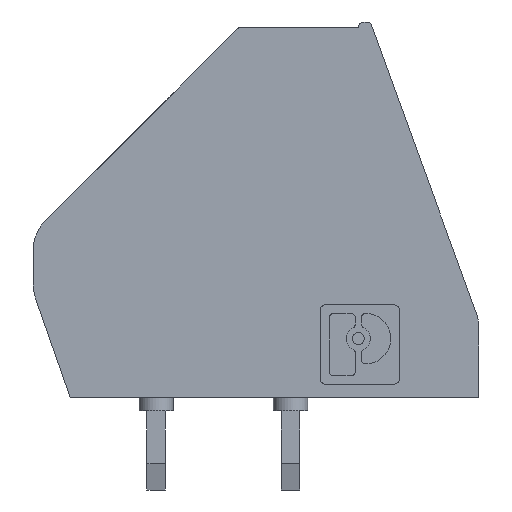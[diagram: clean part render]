
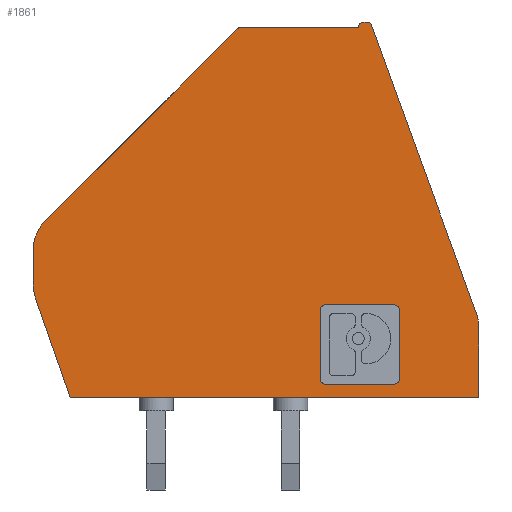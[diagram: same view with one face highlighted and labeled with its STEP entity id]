
A CAD part, front view. The second image highlights one B-rep face of the part: STEP entity #1861.
In plain terms, the highlighted planar face has unit normal (0, -1, 0).
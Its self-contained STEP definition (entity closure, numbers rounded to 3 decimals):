
#51=FACE_BOUND($,#361,.T.);
#58=CIRCLE($,#1919,1.5);
#60=CIRCLE($,#1923,0.2);
#62=CIRCLE($,#1928,1.5);
#64=CIRCLE($,#1932,1.5);
#74=CIRCLE($,#1945,0.2);
#75=CIRCLE($,#1948,0.2);
#91=CIRCLE($,#2003,0.211);
#93=CIRCLE($,#2007,0.211);
#95=CIRCLE($,#2011,0.211);
#97=CIRCLE($,#2016,0.211);
#227=FACE_OUTER_BOUND($,#360,.T.);
#360=EDGE_LOOP($,(#1517,#1518,#1519,#1520,#1521,#1522,#1523,#1524,#1525,
#1526,#1527,#1528,#1529,#1530));
#361=EDGE_LOOP($,(#1531,#1532,#1533,#1534,#1535,#1536,#1537,#1538));
#424=LINE($,#2691,#607);
#428=LINE($,#2703,#611);
#432=LINE($,#2712,#615);
#436=LINE($,#2728,#619);
#440=LINE($,#2740,#623);
#448=LINE($,#2772,#631);
#454=LINE($,#2792,#637);
#495=LINE($,#2914,#678);
#501=LINE($,#2932,#684);
#505=LINE($,#2944,#688);
#508=LINE($,#2953,#691);
#511=LINE($,#2959,#694);
#607=VECTOR($,#2131,11.583);
#611=VECTOR($,#2143,0.11);
#615=VECTOR($,#2149,4.437);
#619=VECTOR($,#2163,1.344);
#623=VECTOR($,#2175,3.983);
#631=VECTOR($,#2207,2.671);
#637=VECTOR($,#2227,15.45);
#678=VECTOR($,#2362,10.298);
#684=VECTOR($,#2376,2.578);
#688=VECTOR($,#2388,2.578);
#691=VECTOR($,#2399,2.578);
#694=VECTOR($,#2404,2.578);
#784=VERTEX_POINT($,#2679);
#786=VERTEX_POINT($,#2683);
#788=VERTEX_POINT($,#2689);
#790=VERTEX_POINT($,#2695);
#792=VERTEX_POINT($,#2701);
#794=VERTEX_POINT($,#2706);
#796=VERTEX_POINT($,#2710);
#799=VERTEX_POINT($,#2717);
#800=VERTEX_POINT($,#2719);
#803=VERTEX_POINT($,#2726);
#804=VERTEX_POINT($,#2731);
#806=VERTEX_POINT($,#2737);
#819=VERTEX_POINT($,#2771);
#820=VERTEX_POINT($,#2775);
#862=VERTEX_POINT($,#2917);
#864=VERTEX_POINT($,#2921);
#866=VERTEX_POINT($,#2926);
#868=VERTEX_POINT($,#2930);
#870=VERTEX_POINT($,#2936);
#872=VERTEX_POINT($,#2942);
#874=VERTEX_POINT($,#2948);
#876=VERTEX_POINT($,#2957);
#965=EDGE_CURVE($,#784,#786,#58,.T.);
#968=EDGE_CURVE($,#788,#786,#424,.T.);
#971=EDGE_CURVE($,#788,#790,#60,.T.);
#974=EDGE_CURVE($,#790,#792,#428,.T.);
#978=EDGE_CURVE($,#794,#796,#432,.T.);
#981=EDGE_CURVE($,#800,#799,#62,.T.);
#985=EDGE_CURVE($,#803,#799,#436,.T.);
#988=EDGE_CURVE($,#803,#804,#64,.T.);
#991=EDGE_CURVE($,#804,#806,#440,.T.);
#1007=EDGE_CURVE($,#792,#794,#74,.T.);
#1008=EDGE_CURVE($,#819,#784,#448,.T.);
#1011=EDGE_CURVE($,#796,#820,#75,.T.);
#1018=EDGE_CURVE($,#806,#819,#454,.T.);
#1071=EDGE_CURVE($,#820,#800,#495,.T.);
#1075=EDGE_CURVE($,#864,#862,#91,.T.);
#1079=EDGE_CURVE($,#868,#866,#501,.T.);
#1082=EDGE_CURVE($,#870,#868,#93,.T.);
#1085=EDGE_CURVE($,#872,#870,#505,.T.);
#1088=EDGE_CURVE($,#874,#872,#95,.T.);
#1090=EDGE_CURVE($,#862,#874,#508,.T.);
#1093=EDGE_CURVE($,#876,#864,#511,.T.);
#1095=EDGE_CURVE($,#866,#876,#97,.T.);
#1517=ORIENTED_EDGE($,*,*,#1018,.T.);
#1518=ORIENTED_EDGE($,*,*,#1008,.T.);
#1519=ORIENTED_EDGE($,*,*,#965,.T.);
#1520=ORIENTED_EDGE($,*,*,#968,.F.);
#1521=ORIENTED_EDGE($,*,*,#971,.T.);
#1522=ORIENTED_EDGE($,*,*,#974,.T.);
#1523=ORIENTED_EDGE($,*,*,#1007,.T.);
#1524=ORIENTED_EDGE($,*,*,#978,.T.);
#1525=ORIENTED_EDGE($,*,*,#1011,.T.);
#1526=ORIENTED_EDGE($,*,*,#1071,.T.);
#1527=ORIENTED_EDGE($,*,*,#981,.T.);
#1528=ORIENTED_EDGE($,*,*,#985,.F.);
#1529=ORIENTED_EDGE($,*,*,#988,.T.);
#1530=ORIENTED_EDGE($,*,*,#991,.T.);
#1531=ORIENTED_EDGE($,*,*,#1093,.F.);
#1532=ORIENTED_EDGE($,*,*,#1095,.F.);
#1533=ORIENTED_EDGE($,*,*,#1079,.F.);
#1534=ORIENTED_EDGE($,*,*,#1082,.F.);
#1535=ORIENTED_EDGE($,*,*,#1085,.F.);
#1536=ORIENTED_EDGE($,*,*,#1088,.F.);
#1537=ORIENTED_EDGE($,*,*,#1090,.F.);
#1538=ORIENTED_EDGE($,*,*,#1075,.F.);
#1758=PLANE($,#2043);
#1861=ADVANCED_FACE($,(#227,#51),#1758,.T.);
#1919=AXIS2_PLACEMENT_3D($,#2685,#2125,#2126);
#1923=AXIS2_PLACEMENT_3D($,#2697,#2137,#2138);
#1928=AXIS2_PLACEMENT_3D($,#2720,#2155,#2156);
#1932=AXIS2_PLACEMENT_3D($,#2734,#2168,#2169);
#1945=AXIS2_PLACEMENT_3D($,#2769,#2203,#2204);
#1948=AXIS2_PLACEMENT_3D($,#2777,#2212,#2213);
#2003=AXIS2_PLACEMENT_3D($,#2923,#2369,#2370);
#2007=AXIS2_PLACEMENT_3D($,#2938,#2382,#2383);
#2011=AXIS2_PLACEMENT_3D($,#2950,#2394,#2395);
#2016=AXIS2_PLACEMENT_3D($,#2962,#2409,#2410);
#2043=AXIS2_PLACEMENT_3D($,#3029,#2478,#2479);
#2125=DIRECTION('center_axis',(0.,-1.,0.));
#2126=DIRECTION('ref_axis',(1.,0.,0.));
#2131=DIRECTION($,(0.342,0.,-0.94));
#2137=DIRECTION('center_axis',(0.,-1.,0.));
#2138=DIRECTION('ref_axis',(1.,0.,0.));
#2143=DIRECTION($,(-1.,0.,0.));
#2149=DIRECTION($,(-1.,0.,0.));
#2155=DIRECTION('center_axis',(0.,-1.,0.));
#2156=DIRECTION('ref_axis',(1.,0.,0.));
#2163=DIRECTION($,(0.,0.,1.));
#2168=DIRECTION('center_axis',(0.,-1.,0.));
#2169=DIRECTION('ref_axis',(1.,0.,0.));
#2175=DIRECTION($,(0.33,0.,-0.944));
#2203=DIRECTION('center_axis',(0.,-1.,0.));
#2204=DIRECTION('ref_axis',(1.,0.,0.));
#2207=DIRECTION($,(0.,0.,1.));
#2212=DIRECTION('center_axis',(0.,-1.,0.));
#2213=DIRECTION('ref_axis',(1.,0.,0.));
#2227=DIRECTION($,(1.,0.,0.));
#2362=DIRECTION($,(-0.707,0.,-0.707));
#2369=DIRECTION('center_axis',(0.,-1.,0.));
#2370=DIRECTION('ref_axis',(1.,0.,0.));
#2376=DIRECTION($,(0.,0.,-1.));
#2382=DIRECTION('center_axis',(0.,-1.,0.));
#2383=DIRECTION('ref_axis',(1.,0.,0.));
#2388=DIRECTION($,(-1.,0.,0.));
#2394=DIRECTION('center_axis',(0.,-1.,0.));
#2395=DIRECTION('ref_axis',(1.,0.,0.));
#2399=DIRECTION($,(0.,0.,1.));
#2404=DIRECTION($,(1.,0.,0.));
#2409=DIRECTION('center_axis',(0.,-1.,0.));
#2410=DIRECTION('ref_axis',(1.,0.,0.));
#2478=DIRECTION('center_axis',(0.,-1.,0.));
#2479=DIRECTION('ref_axis',(1.,0.,0.));
#2679=CARTESIAN_POINT('',(9.66,-5.08,2.671));
#2683=CARTESIAN_POINT('',(9.57,-5.08,3.184));
#2685=CARTESIAN_POINT('Origin',(8.16,-5.08,2.671));
#2689=CARTESIAN_POINT('',(5.608,-5.08,14.068));
#2691=CARTESIAN_POINT($,(6.417,-5.08,11.845));
#2695=CARTESIAN_POINT('',(5.42,-5.08,14.2));
#2697=CARTESIAN_POINT('Origin',(5.42,-5.08,14.));
#2701=CARTESIAN_POINT('',(5.31,-5.08,14.2));
#2703=CARTESIAN_POINT($,(-80.007,-5.08,14.2));
#2706=CARTESIAN_POINT('',(5.11,-5.08,14.));
#2710=CARTESIAN_POINT('',(0.673,-5.08,14.));
#2712=CARTESIAN_POINT($,(-80.007,-5.08,14.));
#2717=CARTESIAN_POINT('',(-7.19,-5.08,5.599));
#2719=CARTESIAN_POINT('',(-6.751,-5.08,6.659));
#2720=CARTESIAN_POINT('Origin',(-5.69,-5.08,5.599));
#2726=CARTESIAN_POINT('',(-7.19,-5.08,4.255));
#2728=CARTESIAN_POINT($,(-7.19,-5.08,11.845));
#2731=CARTESIAN_POINT('',(-7.106,-5.08,3.759));
#2734=CARTESIAN_POINT('Origin',(-5.69,-5.08,4.255));
#2737=CARTESIAN_POINT('',(-5.79,-5.08,0.));
#2740=CARTESIAN_POINT($,(-9.936,-5.08,11.845));
#2769=CARTESIAN_POINT('Origin',(5.31,-5.08,14.));
#2771=CARTESIAN_POINT('',(9.66,-5.08,0.));
#2772=CARTESIAN_POINT($,(9.66,-5.08,11.845));
#2775=CARTESIAN_POINT('',(0.531,-5.08,13.941));
#2777=CARTESIAN_POINT('Origin',(0.673,-5.08,13.8));
#2792=CARTESIAN_POINT($,(-80.007,-5.08,0.));
#2914=CARTESIAN_POINT($,(-80.007,-5.08,-66.597));
#2917=CARTESIAN_POINT('',(6.66,-5.08,0.711));
#2921=CARTESIAN_POINT('',(6.449,-5.08,0.5));
#2923=CARTESIAN_POINT('Origin',(6.449,-5.08,0.711));
#2926=CARTESIAN_POINT('',(3.66,-5.08,0.711));
#2930=CARTESIAN_POINT('',(3.66,-5.08,3.289));
#2932=CARTESIAN_POINT($,(3.66,-5.08,11.845));
#2936=CARTESIAN_POINT('',(3.871,-5.08,3.5));
#2938=CARTESIAN_POINT('Origin',(3.871,-5.08,3.289));
#2942=CARTESIAN_POINT('',(6.449,-5.08,3.5));
#2944=CARTESIAN_POINT($,(-80.007,-5.08,3.5));
#2948=CARTESIAN_POINT('',(6.66,-5.08,3.289));
#2950=CARTESIAN_POINT('Origin',(6.449,-5.08,3.289));
#2953=CARTESIAN_POINT($,(6.66,-5.08,11.845));
#2957=CARTESIAN_POINT('',(3.871,-5.08,0.5));
#2959=CARTESIAN_POINT($,(-80.007,-5.08,0.5));
#2962=CARTESIAN_POINT('Origin',(3.871,-5.08,0.711));
#3029=CARTESIAN_POINT('Origin',(-80.007,-5.08,11.845));
